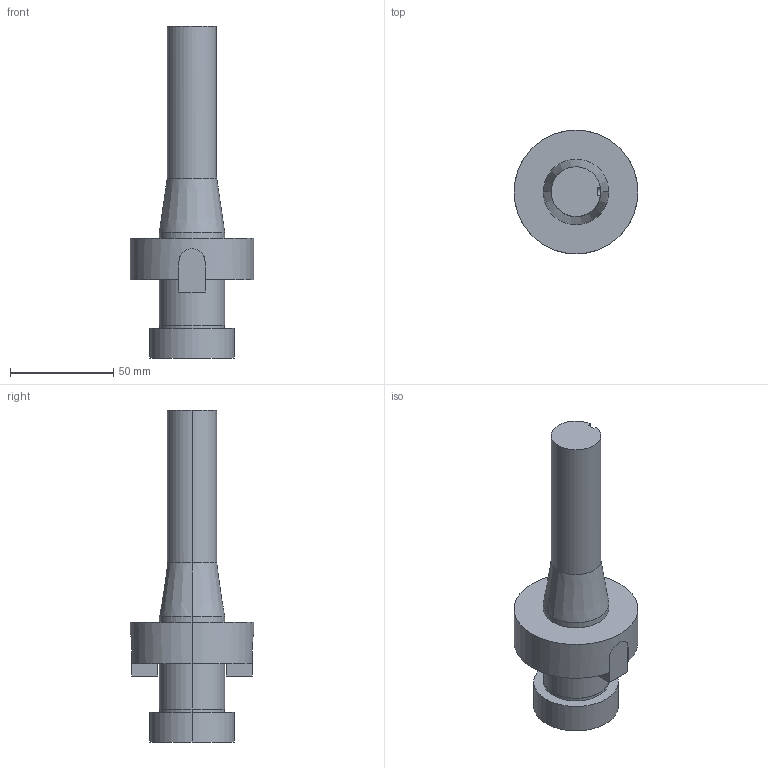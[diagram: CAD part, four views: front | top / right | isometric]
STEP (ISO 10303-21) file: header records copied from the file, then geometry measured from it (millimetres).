
FILE_DESCRIPTION (( 'STEP AP203' ), '1' );
FILE_NAME ('STP-5274-151-A72-023-0(82403).STEP', '2021-07-14T03:53:19', ( '' ), ( '' ), 'SwSTEP 2.0', 'SolidWorks 2017', '' );
FILE_SCHEMA (( 'CONFIG_CONTROL_DESIGN' ));
Length unit declared in the file: millimetre
Products named in the file (1): STP-5274-151-A72-023-0(82403)
Bounding box: 60 x 60 x 161 mm (x, y, z)
Volume: 147621.2 mm3; surface area: 23440.5 mm2
Topology: 1 solids, 1 shells, 41 faces, 96 edges, 61 vertices
Faces by surface type: plane 23, cylinder 16, cone 2
Entity records: 1344 total; most frequent: CARTESIAN_POINT 308, DIRECTION 205, ORIENTED_EDGE 192, EDGE_CURVE 96, AXIS2_PLACEMENT_3D 72, VERTEX_POINT 61, VECTOR 61, LINE 61
